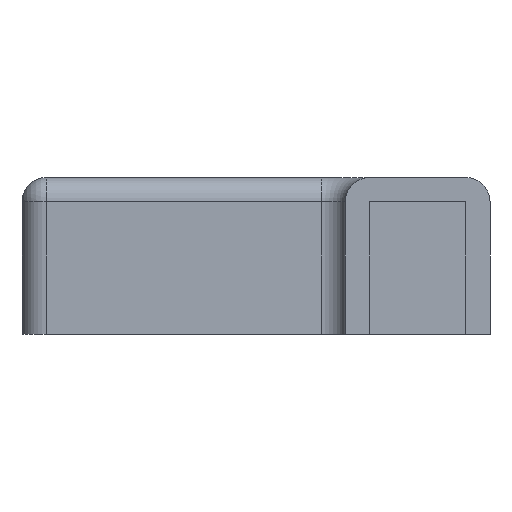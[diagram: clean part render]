
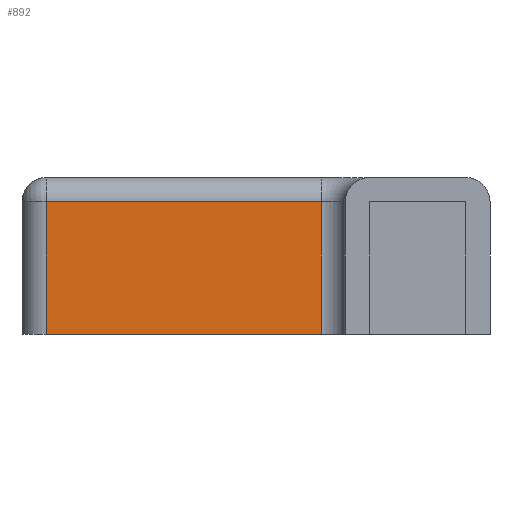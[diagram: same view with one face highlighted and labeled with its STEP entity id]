
A CAD part, front view. The second image highlights one B-rep face of the part: STEP entity #892.
In plain terms, the highlighted planar face has unit normal (0, -1, 0).
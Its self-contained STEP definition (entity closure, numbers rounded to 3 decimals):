
#55 = ORIENTED_EDGE ( 'NONE', *, *, #1176, .T. ) ;
#66 = CARTESIAN_POINT ( 'NONE',  ( 0., -2., 0. ) ) ;
#68 = ORIENTED_EDGE ( 'NONE', *, *, #648, .T. ) ;
#116 = VECTOR ( 'NONE', #1068, 1000. ) ;
#174 = EDGE_LOOP ( 'NONE', ( #55, #1183, #68, #1009 ) ) ;
#188 = CARTESIAN_POINT ( 'NONE',  ( 22.8, -2., 11. ) ) ;
#191 = CARTESIAN_POINT ( 'NONE',  ( 0., -2., 11. ) ) ;
#248 = FACE_OUTER_BOUND ( 'NONE', #174, .T. ) ;
#297 = DIRECTION ( 'NONE',  ( 0., 0., 1. ) ) ;
#404 = CARTESIAN_POINT ( 'NONE',  ( -2., -2., 11. ) ) ;
#412 = EDGE_CURVE ( 'NONE', #615, #1209, #498, .T. ) ;
#458 = DIRECTION ( 'NONE',  ( 0., 1., 0. ) ) ;
#498 = LINE ( 'NONE', #404, #1037 ) ;
#518 = CARTESIAN_POINT ( 'NONE',  ( 0., -2., 0. ) ) ;
#537 = PLANE ( 'NONE',  #702 ) ;
#590 = LINE ( 'NONE', #954, #1015 ) ;
#615 = VERTEX_POINT ( 'NONE', #188 ) ;
#648 = EDGE_CURVE ( 'NONE', #1209, #963, #695, .T. ) ;
#663 = CARTESIAN_POINT ( 'NONE',  ( 0., -2., 11. ) ) ;
#695 = LINE ( 'NONE', #1166, #116 ) ;
#702 = AXIS2_PLACEMENT_3D ( 'NONE', #663, #458, #1024 ) ;
#710 = LINE ( 'NONE', #518, #1014 ) ;
#774 = EDGE_CURVE ( 'NONE', #963, #1057, #710, .T. ) ;
#785 = DIRECTION ( 'NONE',  ( -1., 0., 0. ) ) ;
#892 = ADVANCED_FACE ( 'NONE', ( #248 ), #537, .F. ) ;
#954 = CARTESIAN_POINT ( 'NONE',  ( 22.8, -2., 11. ) ) ;
#963 = VERTEX_POINT ( 'NONE', #66 ) ;
#995 = DIRECTION ( 'NONE',  ( 1., 0., 0. ) ) ;
#1009 = ORIENTED_EDGE ( 'NONE', *, *, #774, .T. ) ;
#1014 = VECTOR ( 'NONE', #995, 1000. ) ;
#1015 = VECTOR ( 'NONE', #297, 1000. ) ;
#1024 = DIRECTION ( 'NONE',  ( 0., 0., 1. ) ) ;
#1037 = VECTOR ( 'NONE', #785, 1000. ) ;
#1057 = VERTEX_POINT ( 'NONE', #1206 ) ;
#1068 = DIRECTION ( 'NONE',  ( 0., 0., -1. ) ) ;
#1166 = CARTESIAN_POINT ( 'NONE',  ( 0., -2., 0. ) ) ;
#1176 = EDGE_CURVE ( 'NONE', #1057, #615, #590, .T. ) ;
#1183 = ORIENTED_EDGE ( 'NONE', *, *, #412, .T. ) ;
#1206 = CARTESIAN_POINT ( 'NONE',  ( 22.8, -2., 0. ) ) ;
#1209 = VERTEX_POINT ( 'NONE', #191 ) ;
